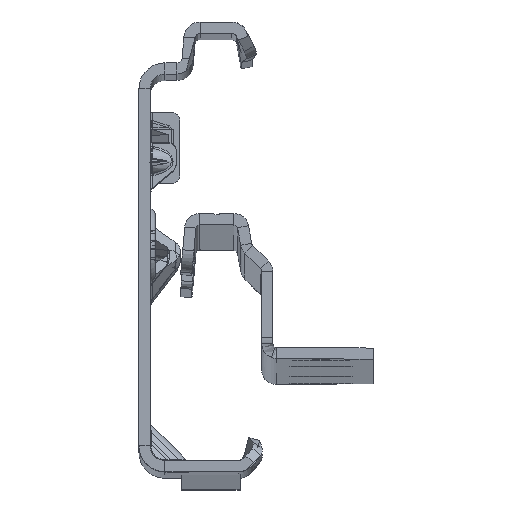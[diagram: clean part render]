
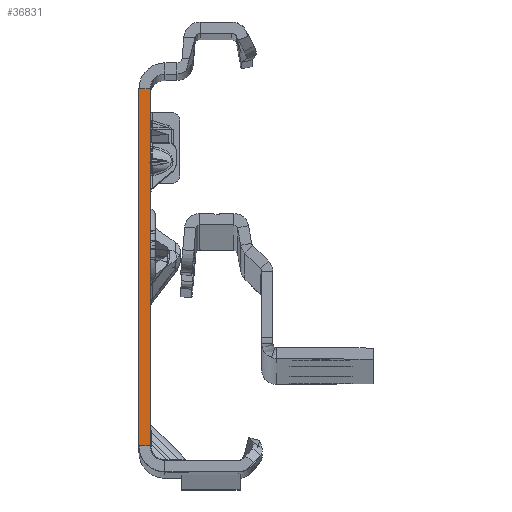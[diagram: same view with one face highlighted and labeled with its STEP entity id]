
A CAD part, top view. The second image highlights one B-rep face of the part: STEP entity #36831.
In plain terms, the highlighted planar face has unit normal (0, 0, 1).
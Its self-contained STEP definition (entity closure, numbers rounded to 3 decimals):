
#415 = ORIENTED_EDGE ( 'NONE', *, *, #12798, .T. ) ;
#1845 = VECTOR ( 'NONE', #32180, 1000. ) ;
#2034 = VERTEX_POINT ( 'NONE', #29906 ) ;
#2409 = FACE_OUTER_BOUND ( 'NONE', #20472, .T. ) ;
#3985 = CARTESIAN_POINT ( 'NONE',  ( -1.5, -25.865, 0. ) ) ;
#4135 = VECTOR ( 'NONE', #6021, 1000. ) ;
#4151 = EDGE_CURVE ( 'NONE', #2034, #52829, #4646, .T. ) ;
#4646 = LINE ( 'NONE', #51637, #20774 ) ;
#6021 = DIRECTION ( 'NONE',  ( 0., -1., 0. ) ) ;
#6055 = PLANE ( 'NONE',  #25172 ) ;
#7012 = ORIENTED_EDGE ( 'NONE', *, *, #4151, .F. ) ;
#9370 = CARTESIAN_POINT ( 'NONE',  ( 0., 22.135, 0. ) ) ;
#9645 = LINE ( 'NONE', #9370, #10696 ) ;
#10696 = VECTOR ( 'NONE', #39267, 1000. ) ;
#12798 = EDGE_CURVE ( 'NONE', #2034, #51069, #9645, .T. ) ;
#12799 = CARTESIAN_POINT ( 'NONE',  ( -1.5, 22.135, 0. ) ) ;
#13658 = ORIENTED_EDGE ( 'NONE', *, *, #18051, .T. ) ;
#18051 = EDGE_CURVE ( 'NONE', #51069, #48450, #31410, .T. ) ;
#18882 = DIRECTION ( 'NONE',  ( 0., 0., 1. ) ) ;
#19703 = DIRECTION ( 'NONE',  ( 1., 0., 0. ) ) ;
#20472 = EDGE_LOOP ( 'NONE', ( #7012, #415, #13658, #41701 ) ) ;
#20774 = VECTOR ( 'NONE', #26969, 1000. ) ;
#25172 = AXIS2_PLACEMENT_3D ( 'NONE', #53853, #18882, #19703 ) ;
#26094 = CARTESIAN_POINT ( 'NONE',  ( -1.5, -27.865, 0. ) ) ;
#26969 = DIRECTION ( 'NONE',  ( 0., -1., 0. ) ) ;
#29906 = CARTESIAN_POINT ( 'NONE',  ( 0., 22.135, 0. ) ) ;
#31410 = LINE ( 'NONE', #26094, #4135 ) ;
#32180 = DIRECTION ( 'NONE',  ( -1., 0., 0. ) ) ;
#35603 = CARTESIAN_POINT ( 'NONE',  ( 0., -25.865, 0. ) ) ;
#36831 = ADVANCED_FACE ( 'NONE', ( #2409 ), #6055, .T. ) ;
#39267 = DIRECTION ( 'NONE',  ( -1., 0., 0. ) ) ;
#40865 = CARTESIAN_POINT ( 'NONE',  ( 0., -25.865, 0. ) ) ;
#41701 = ORIENTED_EDGE ( 'NONE', *, *, #49958, .F. ) ;
#48450 = VERTEX_POINT ( 'NONE', #3985 ) ;
#49958 = EDGE_CURVE ( 'NONE', #52829, #48450, #52662, .T. ) ;
#51069 = VERTEX_POINT ( 'NONE', #12799 ) ;
#51637 = CARTESIAN_POINT ( 'NONE',  ( 0., -27.865, 0. ) ) ;
#52662 = LINE ( 'NONE', #40865, #1845 ) ;
#52829 = VERTEX_POINT ( 'NONE', #35603 ) ;
#53853 = CARTESIAN_POINT ( 'NONE',  ( -1.5, -27.865, 0. ) ) ;
